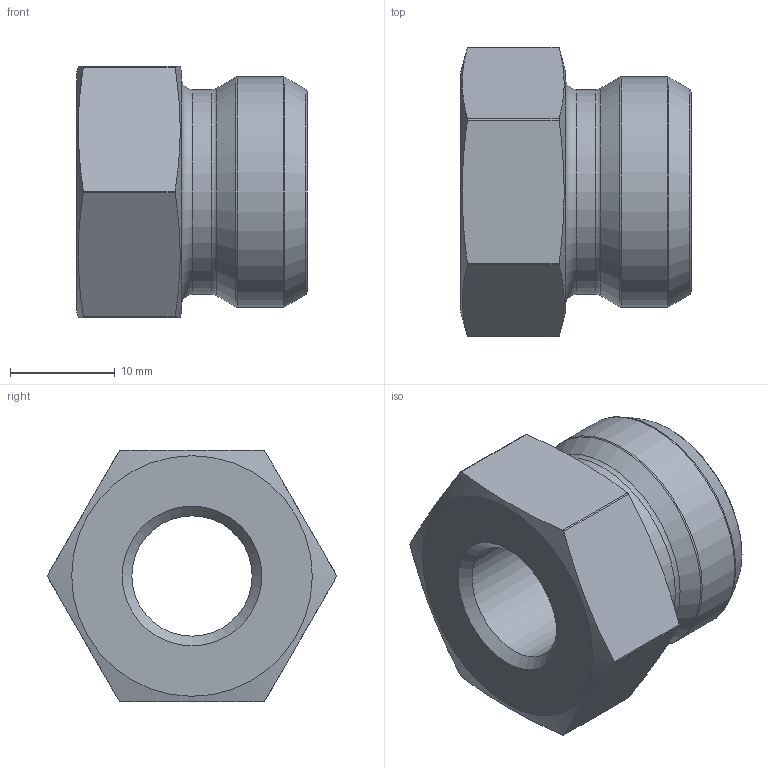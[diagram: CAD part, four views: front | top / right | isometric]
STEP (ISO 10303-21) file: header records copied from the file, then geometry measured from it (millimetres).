
FILE_DESCRIPTION(/* description */ (''),/* implementation_level */ '2;1');
FILE_NAME(/* name */ 'X-GEI152.stp',/* time_stamp */ '2025-01-13T09:28:27+01:00',/* author */ (''),/* organization */ (''),/* preprocessor_version */ 'ST-DEVELOPER v16',/* originating_system */ 'SIEMENS PLM Software NX 10.0',/* authorisation */ '');
FILE_SCHEMA (('CONFIG_CONTROL_DESIGN'));
Length unit declared in the file: millimetre
Products named in the file (1): X-GEI152
Bounding box: 22 x 27.62 x 24 mm (x, y, z)
Volume: 6109 mm3; surface area: 3181.4 mm2
Topology: 1 solids, 1 shells, 33 faces, 77 edges, 48 vertices
Faces by surface type: plane 10, cylinder 10, cone 7, torus 6
Full cylindrical faces by diameter (mm): 11.5 x1, 15.2 x1, 19.6 x1, 22 x1
Entity records: 938 total; most frequent: CARTESIAN_POINT 186, DIRECTION 144, ORIENTED_EDGE 112, AXIS2_PLACEMENT_3D 66, EDGE_CURVE 56, EDGE_LOOP 54, VERTEX_POINT 44, FACE_BOUND 42
